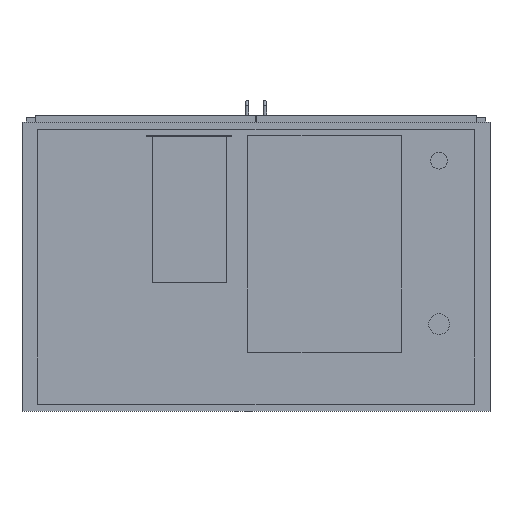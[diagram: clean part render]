
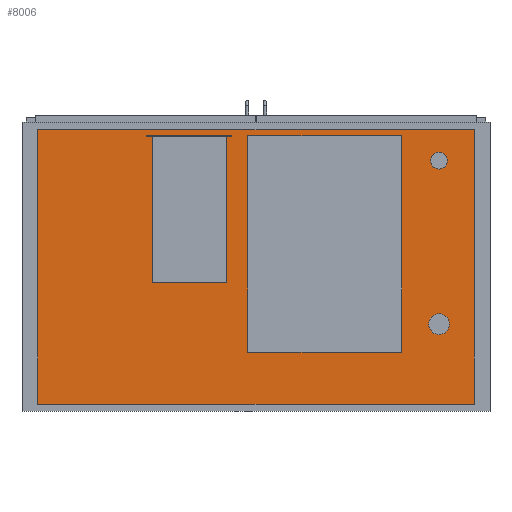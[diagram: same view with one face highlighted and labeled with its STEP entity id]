
A CAD part, front view. The second image highlights one B-rep face of the part: STEP entity #8006.
In plain terms, the highlighted planar face has unit normal (0, -1, 0).
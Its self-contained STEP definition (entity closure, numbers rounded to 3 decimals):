
#87=FACE_BOUND('',#865,.T.);
#88=FACE_BOUND('',#866,.T.);
#108=CIRCLE('',#8559,20.);
#110=CIRCLE('',#8563,25.);
#362=FACE_OUTER_BOUND('',#864,.T.);
#864=EDGE_LOOP('',(#5437,#5438,#5439,#5440));
#865=EDGE_LOOP('',(#5441));
#866=EDGE_LOOP('',(#5442));
#1422=LINE('',#11587,#2438);
#1424=LINE('',#11591,#2440);
#1426=LINE('',#11595,#2442);
#1428=LINE('',#11598,#2444);
#2438=VECTOR('',#9316,10.);
#2440=VECTOR('',#9320,10.);
#2442=VECTOR('',#9324,10.);
#2444=VECTOR('',#9328,10.);
#3408=VERTEX_POINT('',#11513);
#3410=VERTEX_POINT('',#11520);
#3431=VERTEX_POINT('',#11584);
#3432=VERTEX_POINT('',#11586);
#3433=VERTEX_POINT('',#11590);
#3434=VERTEX_POINT('',#11594);
#4177=EDGE_CURVE('',#3408,#3408,#108,.T.);
#4180=EDGE_CURVE('',#3410,#3410,#110,.T.);
#4210=EDGE_CURVE('',#3432,#3431,#1422,.T.);
#4212=EDGE_CURVE('',#3433,#3432,#1424,.T.);
#4214=EDGE_CURVE('',#3434,#3433,#1426,.T.);
#4216=EDGE_CURVE('',#3431,#3434,#1428,.T.);
#5437=ORIENTED_EDGE('',*,*,#4216,.T.);
#5438=ORIENTED_EDGE('',*,*,#4214,.T.);
#5439=ORIENTED_EDGE('',*,*,#4212,.T.);
#5440=ORIENTED_EDGE('',*,*,#4210,.T.);
#5441=ORIENTED_EDGE('',*,*,#4177,.T.);
#5442=ORIENTED_EDGE('',*,*,#4180,.T.);
#7572=PLANE('',#8580);
#8006=ADVANCED_FACE('',(#362,#87,#88),#7572,.T.);
#8559=AXIS2_PLACEMENT_3D('',#11515,#9250,#9251);
#8563=AXIS2_PLACEMENT_3D('',#11522,#9259,#9260);
#8580=AXIS2_PLACEMENT_3D('',#11599,#9329,#9330);
#9250=DIRECTION('center_axis',(0.,1.,0.));
#9251=DIRECTION('ref_axis',(1.,0.,0.));
#9259=DIRECTION('center_axis',(0.,1.,0.));
#9260=DIRECTION('ref_axis',(1.,0.,0.));
#9316=DIRECTION('',(-1.,0.,0.));
#9320=DIRECTION('',(0.,0.,1.));
#9324=DIRECTION('',(1.,0.,0.));
#9328=DIRECTION('',(0.,0.,-1.));
#9329=DIRECTION('center_axis',(0.,-1.,0.));
#9330=DIRECTION('ref_axis',(0.,0.,-1.));
#11513=CARTESIAN_POINT('',(420.,-370.,255.));
#11515=CARTESIAN_POINT('Origin',(440.,-370.,255.));
#11520=CARTESIAN_POINT('',(415.,-370.,-138.));
#11522=CARTESIAN_POINT('Origin',(440.,-370.,-138.));
#11584=CARTESIAN_POINT('',(-525.,-370.,330.));
#11586=CARTESIAN_POINT('',(525.,-370.,330.));
#11587=CARTESIAN_POINT('',(-525.,-370.,330.));
#11590=CARTESIAN_POINT('',(525.,-370.,-330.));
#11591=CARTESIAN_POINT('',(525.,-370.,330.));
#11594=CARTESIAN_POINT('',(-525.,-370.,-330.));
#11595=CARTESIAN_POINT('',(525.,-370.,-330.));
#11598=CARTESIAN_POINT('',(-525.,-370.,-330.));
#11599=CARTESIAN_POINT('Origin',(0.,-370.,0.));
